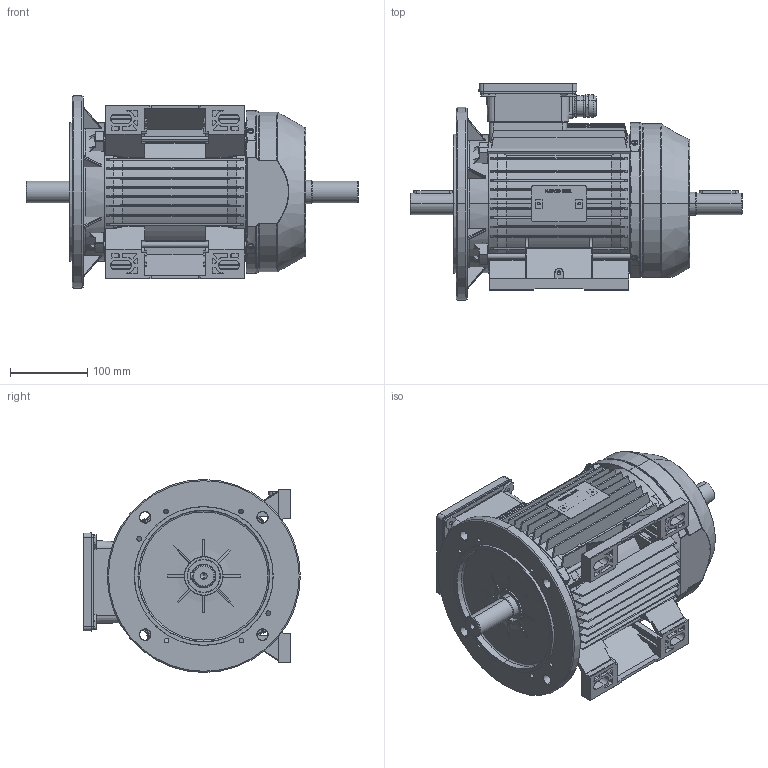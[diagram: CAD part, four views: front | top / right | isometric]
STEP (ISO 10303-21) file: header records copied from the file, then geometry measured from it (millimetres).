
FILE_DESCRIPTION (( 'STEP AP214' ), '1' );
FILE_NAME ('FCAP 112MT-B3 B5-IC411-2-4-6-8 POLES-TB TOP-DOUBLE SHAFT.STEP', '2024-09-20T13:35:15', ( '' ), ( '' ), 'SwSTEP 2.0', 'SolidWorks 2024', '' );
FILE_SCHEMA (( 'AUTOMOTIVE_DESIGN' ));
Length unit declared in the file: millimetre
Products named in the file (18): Carcassa 112MT-B3; FCAP 112MT-B3 B5-IC411-2-4-6-8 POLES-TB TOP-DOUBLE SHAFT; PRESSACAVO M25; Albero C100L - Autoventilato; Copriventola tipo 100; Scudo C100-112T anteriore; Coperchio scatola morsetti tipo 100; Scudo C100-112T posteriore; Tappo M25; Guarnizione scatola-motore tipo 100; Coprimorsettiera tipo 100_Passante doppio; Tirante M7x208; Guarnizione scatola-coperchio tipo 100; Flangia FC100-112T_Cuscinetto_6206; pan head cross recess screw_iso_ISO 7045 - M4 x 10 - Z --- 10N; Targhetta motore_LAMIERA ALLUMINIO; GRUPPO COPRIMORSETTIERA 100L; parallel_din_Parallel key A8 x 7 x 50 DIN 6885
Assembly tree (26 placements, depth 3):
  FCAP 112MT-B3 B5-IC411-2-4-6-8 POLES-TB TOP-DOUBLE SHAFT
    Albero C100L - Autoventilato  x2
    Flangia FC100-112T_Cuscinetto_6206
    Scudo C100-112T anteriore
    Scudo C100-112T posteriore
    Targhetta motore_LAMIERA ALLUMINIO
    Copriventola tipo 100
    pan head cross recess screw_iso_ISO 7045 - M4 x 10 - Z --- 10N  x4
    parallel_din_Parallel key A8 x 7 x 50 DIN 6885  x2
    Tirante M7x208  x4
    Carcassa 112MT-B3
    GRUPPO COPRIMORSETTIERA 100L
      Coprimorsettiera tipo 100_Passante doppio
      Coperchio scatola morsetti tipo 100
      Guarnizione scatola-coperchio tipo 100
      PRESSACAVO M25
      Tappo M25  x2
      Guarnizione scatola-motore tipo 100
Bounding box: 430 x 280.5 x 250 mm (x, y, z)
Volume: 2813439.1 mm3; surface area: 1240880 mm2
Topology: 25 solids, 27 shells, 5142 faces, 13733 edges, 8762 vertices
Faces by surface type: plane 2091, cylinder 1123, cone 778, torus 622, bspline 500, sphere 28
Entity records: 177575 total; most frequent: CARTESIAN_POINT 59824, ORIENTED_EDGE 26200, DIRECTION 22406, EDGE_CURVE 13100, VERTEX_POINT 8375, AXIS2_PLACEMENT_3D 8357, LINE 5692, VECTOR 5692
